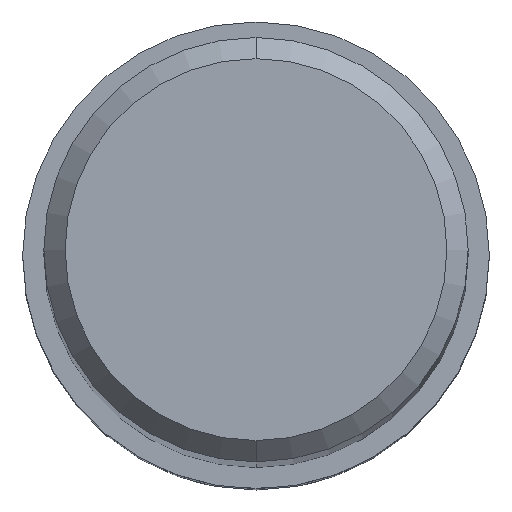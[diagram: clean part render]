
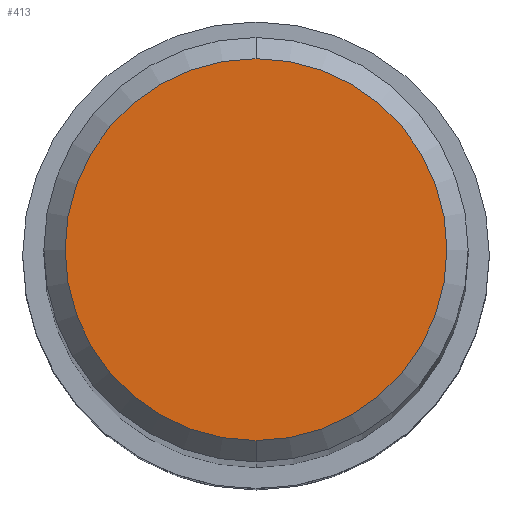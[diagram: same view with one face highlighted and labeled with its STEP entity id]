
A CAD part, top view. The second image highlights one B-rep face of the part: STEP entity #413.
In plain terms, the highlighted planar face has unit normal (0, 0, 1).
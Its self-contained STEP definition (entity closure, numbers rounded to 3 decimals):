
#195=VERTEX_POINT('',#501);
#213=EDGE_CURVE('',#445,#195,#520,.T.);
#385=EDGE_CURVE('',#195,#445,#713,.T.);
#413=ADVANCED_FACE('',(#743),#744,.T.);
#445=VERTEX_POINT('',#780);
#501=CARTESIAN_POINT('',(0.0,4.5,0.0));
#520=CIRCLE('',#941,4.5);
#713=CIRCLE('',#1289,4.5);
#743=FACE_OUTER_BOUND('',#1355,.T.);
#744=PLANE('',#1356);
#780=CARTESIAN_POINT('',(0.,-4.5,0.0));
#941=AXIS2_PLACEMENT_3D('',#1509,#1510,#1511);
#1289=AXIS2_PLACEMENT_3D('',#1722,#1723,#1724);
#1355=EDGE_LOOP('',(#1757,#1758));
#1356=AXIS2_PLACEMENT_3D('',#1759,#1760,#1761);
#1509=CARTESIAN_POINT('',(0.0,0.0,0.0));
#1510=DIRECTION('',(0.0,0.0,-1.0));
#1511=DIRECTION('',(0.0,1.0,0.0));
#1722=CARTESIAN_POINT('',(0.0,0.0,0.0));
#1723=DIRECTION('',(0.0,0.0,-1.0));
#1724=DIRECTION('',(0.0,1.0,0.0));
#1757=ORIENTED_EDGE('',*,*,#385,.F.);
#1758=ORIENTED_EDGE('',*,*,#213,.F.);
#1759=CARTESIAN_POINT('',(0.0,2.25,0.0));
#1760=DIRECTION('',(-0.0,0.0,1.0));
#1761=DIRECTION('',(0.0,-1.0,0.0));
